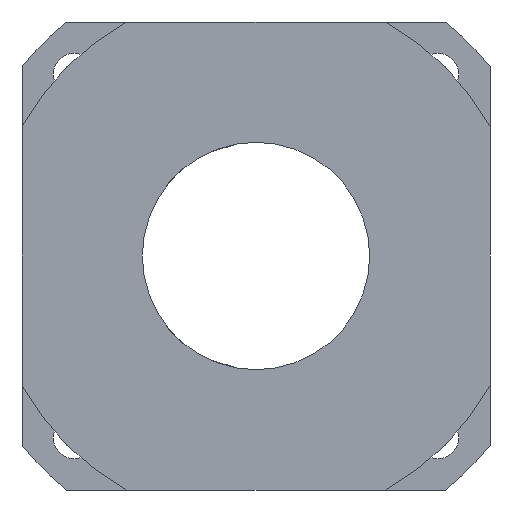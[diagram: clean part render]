
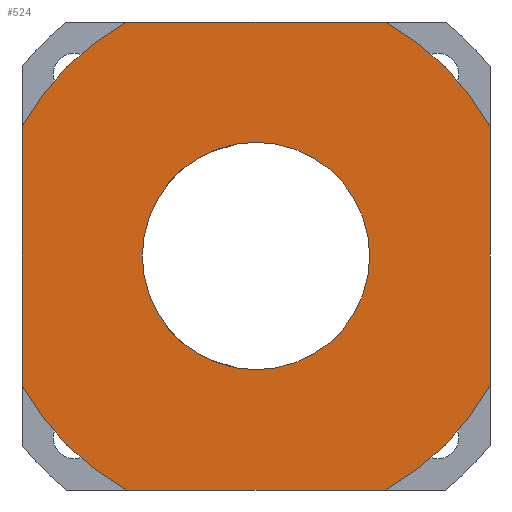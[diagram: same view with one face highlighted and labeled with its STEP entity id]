
A CAD part, left-side view. The second image highlights one B-rep face of the part: STEP entity #524.
In plain terms, the highlighted planar face has unit normal (-1, 0, 0).
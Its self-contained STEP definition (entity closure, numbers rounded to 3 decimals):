
#16=LINE($,#943,#48);
#20=LINE($,#952,#52);
#24=LINE($,#961,#56);
#28=LINE($,#970,#60);
#48=VECTOR($,#641,38.73);
#52=VECTOR($,#647,38.73);
#56=VECTOR($,#653,38.73);
#60=VECTOR($,#659,38.73);
#82=PLANE($,#572);
#100=CIRCLE($,#565,40.);
#101=CIRCLE($,#567,40.);
#104=CIRCLE($,#571,40.);
#105=CIRCLE($,#573,17.);
#106=CIRCLE($,#574,40.);
#128=FACE_BOUND($,#199,.T.);
#129=FACE_BOUND($,#200,.T.);
#199=EDGE_LOOP($,(#400));
#200=EDGE_LOOP($,(#401,#402,#403,#404,#405,#406,#407,#408));
#256=VERTEX_POINT($,#940);
#257=VERTEX_POINT($,#942);
#260=VERTEX_POINT($,#949);
#261=VERTEX_POINT($,#951);
#264=VERTEX_POINT($,#958);
#265=VERTEX_POINT($,#960);
#268=VERTEX_POINT($,#967);
#269=VERTEX_POINT($,#969);
#270=VERTEX_POINT($,#982);
#307=EDGE_CURVE($,#257,#256,#16,.T.);
#311=EDGE_CURVE($,#261,#260,#20,.T.);
#315=EDGE_CURVE($,#265,#264,#24,.T.);
#319=EDGE_CURVE($,#269,#268,#28,.T.);
#322=EDGE_CURVE($,#269,#264,#100,.T.);
#323=EDGE_CURVE($,#261,#268,#101,.T.);
#326=EDGE_CURVE($,#265,#256,#104,.T.);
#327=EDGE_CURVE($,#270,#270,#105,.T.);
#328=EDGE_CURVE($,#257,#260,#106,.T.);
#400=ORIENTED_EDGE($,*,*,#327,.F.);
#401=ORIENTED_EDGE($,*,*,#307,.T.);
#402=ORIENTED_EDGE($,*,*,#326,.F.);
#403=ORIENTED_EDGE($,*,*,#315,.T.);
#404=ORIENTED_EDGE($,*,*,#322,.F.);
#405=ORIENTED_EDGE($,*,*,#319,.T.);
#406=ORIENTED_EDGE($,*,*,#323,.F.);
#407=ORIENTED_EDGE($,*,*,#311,.T.);
#408=ORIENTED_EDGE($,*,*,#328,.F.);
#524=ADVANCED_FACE($,(#128,#129),#82,.T.);
#565=AXIS2_PLACEMENT_3D($,#974,#665,#666);
#567=AXIS2_PLACEMENT_3D($,#976,#669,#670);
#571=AXIS2_PLACEMENT_3D($,#980,#677,#678);
#572=AXIS2_PLACEMENT_3D($,#981,#679,#680);
#573=AXIS2_PLACEMENT_3D($,#983,#681,#682);
#574=AXIS2_PLACEMENT_3D($,#984,#683,#684);
#641=DIRECTION($,(0.,0.,1.));
#647=DIRECTION($,(0.,-1.,0.));
#653=DIRECTION($,(0.,1.,0.));
#659=DIRECTION($,(0.,0.,-1.));
#665=DIRECTION('center_axis',(1.,0.,0.));
#666=DIRECTION('ref_axis',(0.,1.,0.));
#669=DIRECTION('center_axis',(1.,0.,0.));
#670=DIRECTION('ref_axis',(0.,1.,0.));
#677=DIRECTION('center_axis',(1.,0.,0.));
#678=DIRECTION('ref_axis',(0.,1.,0.));
#679=DIRECTION('center_axis',(-1.,0.,0.));
#680=DIRECTION('ref_axis',(0.,0.,1.));
#681=DIRECTION('center_axis',(-1.,0.,0.));
#682=DIRECTION('ref_axis',(0.,1.,0.));
#683=DIRECTION('center_axis',(1.,0.,0.));
#684=DIRECTION('ref_axis',(0.,1.,0.));
#940=CARTESIAN_POINT('',(0.,-35.,19.365));
#942=CARTESIAN_POINT('',(0.,-35.,-19.365));
#943=CARTESIAN_POINT($,(0.,-35.,9.682));
#949=CARTESIAN_POINT('',(0.,-19.365,-35.));
#951=CARTESIAN_POINT('',(0.,19.365,-35.));
#952=CARTESIAN_POINT($,(0.,4.568,-35.));
#958=CARTESIAN_POINT('',(0.,19.365,35.));
#960=CARTESIAN_POINT('',(0.,-19.365,35.));
#961=CARTESIAN_POINT($,(0.,23.932,35.));
#967=CARTESIAN_POINT('',(0.,35.,-19.365));
#969=CARTESIAN_POINT('',(0.,35.,19.365));
#970=CARTESIAN_POINT($,(0.,35.,-9.682));
#974=CARTESIAN_POINT('Origin',(0.,0.,0.));
#976=CARTESIAN_POINT('Origin',(0.,0.,0.));
#980=CARTESIAN_POINT('Origin',(0.,0.,0.));
#981=CARTESIAN_POINT('Origin',(0.,28.5,0.));
#982=CARTESIAN_POINT('',(0.,0.,17.));
#983=CARTESIAN_POINT('Origin',(0.,0.,0.));
#984=CARTESIAN_POINT('Origin',(0.,0.,0.));
